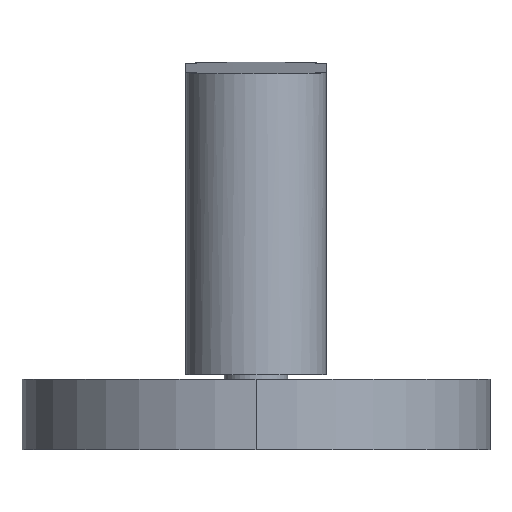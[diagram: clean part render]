
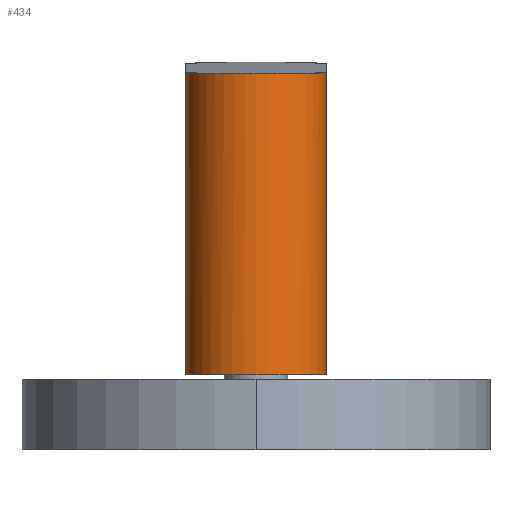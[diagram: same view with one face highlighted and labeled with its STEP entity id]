
A CAD part, front view. The second image highlights one B-rep face of the part: STEP entity #434.
In plain terms, the highlighted cylindrical face has radius 9 mm (diameter 18 mm), a partial arc.
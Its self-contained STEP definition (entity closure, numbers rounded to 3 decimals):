
#1 = CARTESIAN_POINT ( 'NONE',  ( -0.594, 38.752, 9. ) ) ;
#29 = VERTEX_POINT ( 'NONE', #258 ) ;
#46 = CARTESIAN_POINT ( 'NONE',  ( -8.543, 38.614, 2.892 ) ) ;
#50 = CARTESIAN_POINT ( 'NONE',  ( -3.99, 38.693, 8.072 ) ) ;
#63 = CARTESIAN_POINT ( 'NONE',  ( -2.342, 38.722, 8.71 ) ) ;
#69 = LINE ( 'NONE', #641, #259 ) ;
#70 = EDGE_CURVE ( 'NONE', #682, #117, #455, .T. ) ;
#73 = CARTESIAN_POINT ( 'NONE',  ( 0., 31.453, -9. ) ) ;
#77 = DIRECTION ( 'NONE',  ( 0., 1., 0. ) ) ;
#79 = DIRECTION ( 'NONE',  ( 0., 1., 0. ) ) ;
#89 = CARTESIAN_POINT ( 'NONE',  ( 0., 38.763, -9. ) ) ;
#95 = ORIENTED_EDGE ( 'NONE', *, *, #766, .T. ) ;
#99 = CARTESIAN_POINT ( 'NONE',  ( -1.179, 38.742, -8.942 ) ) ;
#107 = CARTESIAN_POINT ( 'NONE',  ( 0., 38.763, -9. ) ) ;
#117 = VERTEX_POINT ( 'NONE', #232 ) ;
#119 = CARTESIAN_POINT ( 'NONE',  ( -8.928, 38.607, 1.172 ) ) ;
#133 = CARTESIAN_POINT ( 'NONE',  ( -8.078, 38.622, 3.979 ) ) ;
#136 = CARTESIAN_POINT ( 'NONE',  ( -8.986, 38.606, 0.582 ) ) ;
#137 = DIRECTION ( 'NONE',  ( 0., 1., 0. ) ) ;
#140 = EDGE_CURVE ( 'NONE', #29, #818, #69, .T. ) ;
#190 = CARTESIAN_POINT ( 'NONE',  ( -6.788, 38.644, 5.939 ) ) ;
#194 = CARTESIAN_POINT ( 'NONE',  ( -5.493, 38.667, 7.153 ) ) ;
#196 = CARTESIAN_POINT ( 'NONE',  ( -8.205, 38.62, 3.71 ) ) ;
#203 = CARTESIAN_POINT ( 'NONE',  ( -5.949, 38.659, 6.78 ) ) ;
#207 = CARTESIAN_POINT ( 'NONE',  ( -9., 38.606, -0.593 ) ) ;
#215 = CARTESIAN_POINT ( 'NONE',  ( 0., 0., 9. ) ) ;
#232 = CARTESIAN_POINT ( 'NONE',  ( 0., 38.763, 9. ) ) ;
#237 = EDGE_LOOP ( 'NONE', ( #380, #676, #891, #95, #251, #901 ) ) ;
#251 = ORIENTED_EDGE ( 'NONE', *, *, #70, .F. ) ;
#258 = CARTESIAN_POINT ( 'NONE',  ( 0., 0., -9. ) ) ;
#259 = VECTOR ( 'NONE', #77, 1000. ) ;
#260 = VECTOR ( 'NONE', #137, 1000. ) ;
#267 = CARTESIAN_POINT ( 'NONE',  ( -4.763, 38.68, 7.642 ) ) ;
#276 = CARTESIAN_POINT ( 'NONE',  ( -3.99, 38.693, -8.089 ) ) ;
#314 = CARTESIAN_POINT ( 'NONE',  ( 0., 0., 0. ) ) ;
#315 = CARTESIAN_POINT ( 'NONE',  ( -2.041, 38.727, -8.77 ) ) ;
#318 = DIRECTION ( 'NONE',  ( 0., 1., 0. ) ) ;
#324 = AXIS2_PLACEMENT_3D ( 'NONE', #591, #904, #758 ) ;
#336 = CARTESIAN_POINT ( 'NONE',  ( -6.779, 38.644, -5.949 ) ) ;
#344 = CARTESIAN_POINT ( 'NONE',  ( -8.885, 38.608, 1.466 ) ) ;
#354 = CARTESIAN_POINT ( 'NONE',  ( 0., 38.763, 9. ) ) ;
#380 = ORIENTED_EDGE ( 'NONE', *, *, #140, .F. ) ;
#383 = AXIS2_PLACEMENT_3D ( 'NONE', #314, #318, #825 ) ;
#404 = CARTESIAN_POINT ( 'NONE',  ( -2.327, 38.722, -8.699 ) ) ;
#413 = DIRECTION ( 'NONE',  ( 0., -1., 0. ) ) ;
#415 = CARTESIAN_POINT ( 'NONE',  ( -8.713, 38.611, 2.331 ) ) ;
#420 = CARTESIAN_POINT ( 'NONE',  ( -5.485, 38.667, -7.159 ) ) ;
#424 = CARTESIAN_POINT ( 'NONE',  ( -7.648, 38.629, 4.753 ) ) ;
#425 = LINE ( 'NONE', #715, #260 ) ;
#430 = VERTEX_POINT ( 'NONE', #911 ) ;
#434 = ADVANCED_FACE ( 'NONE', ( #746 ), #605, .T. ) ;
#455 = B_SPLINE_CURVE_WITH_KNOTS ( 'NONE', 3,
 ( #107, #741, #99, #315, #404, #629, #495, #276, #783, #420, #485, #336, #771, #686, #636, #777, #704, #545, #689, #695, #863, #207, #930, #136, #119, #344, #415, #46, #196, #133, #699, #424, #621, #190, #203, #194, #267, #479, #50, #840, #926, #63, #919, #1, #354 ),
 .UNSPECIFIED., .F., .F.,
 ( 4, 2, 2, 2, 2, 2, 2, 2, 1, 2, 2, 2, 2, 2, 2, 2, 2, 2, 2, 2, 2, 2, 4 ),
 ( 0., 0.002, 0.003, 0.004, 0.005, 0.007, 0.009, 0.01, 0.011, 0.011, 0.012, 0.014, 0.015, 0.016, 0.018, 0.018, 0.019, 0.021, 0.023, 0.024, 0.025, 0.026, 0.028 ),
 .UNSPECIFIED. ) ;
#470 = CIRCLE ( 'NONE', #383, 9. ) ;
#479 = CARTESIAN_POINT ( 'NONE',  ( -4.511, 38.684, 7.794 ) ) ;
#485 = CARTESIAN_POINT ( 'NONE',  ( -5.949, 38.659, -6.779 ) ) ;
#495 = CARTESIAN_POINT ( 'NONE',  ( -3.173, 38.707, -8.427 ) ) ;
#519 = EDGE_CURVE ( 'NONE', #29, #430, #470, .T. ) ;
#545 = CARTESIAN_POINT ( 'NONE',  ( -8.525, 38.614, -2.9 ) ) ;
#591 = CARTESIAN_POINT ( 'NONE',  ( 0., 43.493, 0. ) ) ;
#605 = CYLINDRICAL_SURFACE ( 'NONE', #324, 9. ) ;
#621 = CARTESIAN_POINT ( 'NONE',  ( -7.16, 38.638, 5.485 ) ) ;
#629 = CARTESIAN_POINT ( 'NONE',  ( -2.892, 38.712, -8.528 ) ) ;
#636 = CARTESIAN_POINT ( 'NONE',  ( -7.798, 38.627, -4.503 ) ) ;
#641 = CARTESIAN_POINT ( 'NONE',  ( 0., 43.493, -9. ) ) ;
#676 = ORIENTED_EDGE ( 'NONE', *, *, #519, .T. ) ;
#682 = VERTEX_POINT ( 'NONE', #89 ) ;
#686 = CARTESIAN_POINT ( 'NONE',  ( -7.645, 38.629, -4.758 ) ) ;
#689 = CARTESIAN_POINT ( 'NONE',  ( -8.696, 38.611, -2.337 ) ) ;
#695 = CARTESIAN_POINT ( 'NONE',  ( -8.769, 38.61, -2.048 ) ) ;
#696 = VERTEX_POINT ( 'NONE', #872 ) ;
#699 = CARTESIAN_POINT ( 'NONE',  ( -7.799, 38.627, 4.501 ) ) ;
#704 = CARTESIAN_POINT ( 'NONE',  ( -8.327, 38.617, -3.453 ) ) ;
#710 = VECTOR ( 'NONE', #413, 1000. ) ;
#715 = CARTESIAN_POINT ( 'NONE',  ( 0., 43.493, 9. ) ) ;
#722 = LINE ( 'NONE', #215, #838 ) ;
#741 = CARTESIAN_POINT ( 'NONE',  ( -0.594, 38.752, -9. ) ) ;
#746 = FACE_OUTER_BOUND ( 'NONE', #237, .T. ) ;
#757 = CARTESIAN_POINT ( 'NONE',  ( 0., 0., -9. ) ) ;
#758 = DIRECTION ( 'NONE',  ( 0., 0., 1. ) ) ;
#766 = EDGE_CURVE ( 'NONE', #696, #117, #722, .T. ) ;
#771 = CARTESIAN_POINT ( 'NONE',  ( -7.151, 38.638, -5.496 ) ) ;
#777 = CARTESIAN_POINT ( 'NONE',  ( -8.076, 38.622, -3.983 ) ) ;
#779 = EDGE_CURVE ( 'NONE', #430, #696, #425, .T. ) ;
#783 = CARTESIAN_POINT ( 'NONE',  ( -4.507, 38.684, -7.812 ) ) ;
#818 = VERTEX_POINT ( 'NONE', #73 ) ;
#825 = DIRECTION ( 'NONE',  ( 0., 0., 1. ) ) ;
#838 = VECTOR ( 'NONE', #79, 1000. ) ;
#840 = CARTESIAN_POINT ( 'NONE',  ( -3.721, 38.698, 8.2 ) ) ;
#863 = CARTESIAN_POINT ( 'NONE',  ( -8.942, 38.607, -1.177 ) ) ;
#872 = CARTESIAN_POINT ( 'NONE',  ( 0., 31.453, 9. ) ) ;
#891 = ORIENTED_EDGE ( 'NONE', *, *, #779, .T. ) ;
#901 = ORIENTED_EDGE ( 'NONE', *, *, #903, .T. ) ;
#903 = EDGE_CURVE ( 'NONE', #682, #818, #925, .T. ) ;
#904 = DIRECTION ( 'NONE',  ( 0., 1., 0. ) ) ;
#911 = CARTESIAN_POINT ( 'NONE',  ( 0., 0., 9. ) ) ;
#919 = CARTESIAN_POINT ( 'NONE',  ( -1.189, 38.742, 8.94 ) ) ;
#925 = LINE ( 'NONE', #757, #710 ) ;
#926 = CARTESIAN_POINT ( 'NONE',  ( -2.903, 38.712, 8.539 ) ) ;
#930 = CARTESIAN_POINT ( 'NONE',  ( -9., 38.606, 0.287 ) ) ;
